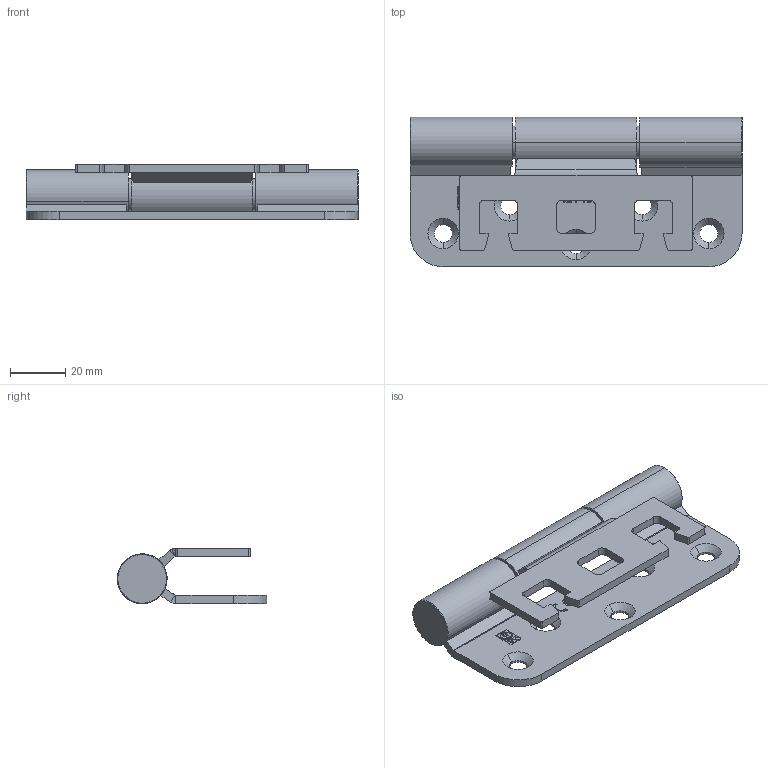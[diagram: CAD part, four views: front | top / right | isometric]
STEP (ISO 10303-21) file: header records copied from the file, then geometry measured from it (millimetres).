
FILE_DESCRIPTION (( 'STEP AP214' ), '1' );
FILE_NAME ('OBX-18-2541-120-LG-RC-B.STEP', '2019-07-12T10:26:22', ( '' ), ( '' ), 'SwSTEP 2.0', 'SolidWorks 2017', '' );
FILE_SCHEMA (( 'AUTOMOTIVE_DESIGN' ));
Length unit declared in the file: millimetre
Products named in the file (19): D044-24252; DIN5401-III; D043-24264; OBX-18-2541-120-LG-RC-B; D046-14312; B01572; D043-25261; D044-14308
Assembly tree (11 placements, depth 2):
  DIN5401-III
  D043-24264
  OBX-18-2541-120-LG-RC-B
    D044-24252
    D043-25261
    DIN5401-III  x2
    B01572  x2
    D044-14308  x2
    D046-14312  x2
    D043-24264
  D046-14312
  D044-24252
Bounding box: 120 x 54 x 20 mm (x, y, z)
Volume: 47577.5 mm3; surface area: 28760.3 mm2
Topology: 11 solids, 11 shells, 462 faces, 1165 edges, 762 vertices
Faces by surface type: plane 216, cylinder 138, bspline 62, cone 30, sphere 12, torus 4
Entity records: 16256 total; most frequent: CARTESIAN_POINT 5816, ORIENTED_EDGE 2120, DIRECTION 1923, EDGE_CURVE 1060, VERTEX_POINT 694, VECTOR 657, LINE 657, AXIS2_PLACEMENT_3D 633
